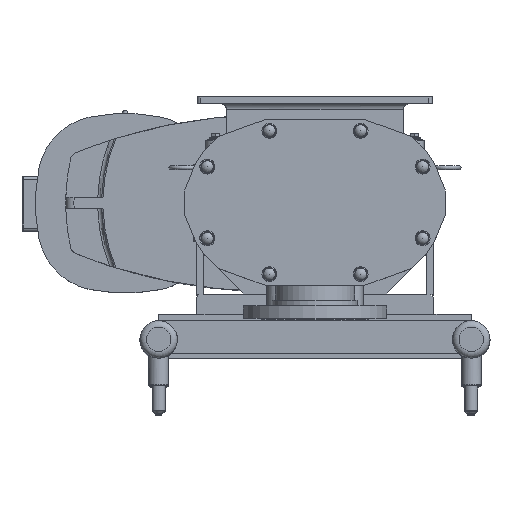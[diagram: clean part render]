
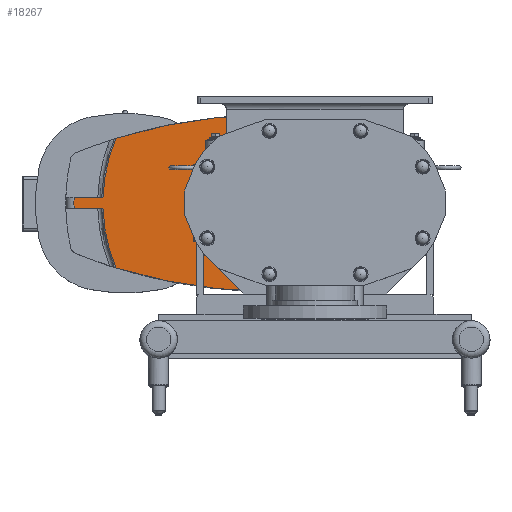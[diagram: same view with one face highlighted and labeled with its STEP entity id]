
A CAD part, top view. The second image highlights one B-rep face of the part: STEP entity #18267.
In plain terms, the highlighted planar face has unit normal (0, 0, 1).
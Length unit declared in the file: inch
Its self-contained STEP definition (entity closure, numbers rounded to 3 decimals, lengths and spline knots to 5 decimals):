
#956=PLANE('',#19939);
#2136=LINE('',#32686,#3529);
#2137=LINE('',#32690,#3530);
#2138=LINE('',#32696,#3531);
#2139=LINE('',#32698,#3532);
#2140=LINE('',#32700,#3533);
#3529=VECTOR('',#24263,0.3937);
#3530=VECTOR('',#24266,0.3937);
#3531=VECTOR('',#24271,0.3937);
#3532=VECTOR('',#24272,0.3937);
#3533=VECTOR('',#24273,0.3937);
#4223=FACE_BOUND('',#6349,.T.);
#5247=FACE_OUTER_BOUND('',#6348,.T.);
#6348=EDGE_LOOP('',(#16145,#16146,#16147,#16148,#16149,#16150,#16151,#16152,
#16153,#16154));
#6349=EDGE_LOOP('',(#16155));
#7267=CIRCLE('',#19940,15.12);
#7268=CIRCLE('',#19941,12.9);
#7269=CIRCLE('',#19942,39.37);
#7270=CIRCLE('',#19943,39.37);
#7271=CIRCLE('',#19944,12.9);
#7272=CIRCLE('',#19945,5.9055);
#8877=VERTEX_POINT('',#32684);
#8878=VERTEX_POINT('',#32685);
#8879=VERTEX_POINT('',#32687);
#8880=VERTEX_POINT('',#32689);
#8881=VERTEX_POINT('',#32691);
#8882=VERTEX_POINT('',#32693);
#8883=VERTEX_POINT('',#32695);
#8884=VERTEX_POINT('',#32697);
#8885=VERTEX_POINT('',#32699);
#8886=VERTEX_POINT('',#32701);
#8887=VERTEX_POINT('',#32704);
#11381=EDGE_CURVE('',#8877,#8878,#2136,.T.);
#11382=EDGE_CURVE('',#8879,#8878,#7267,.T.);
#11383=EDGE_CURVE('',#8879,#8880,#2137,.T.);
#11384=EDGE_CURVE('',#8881,#8880,#7268,.T.);
#11385=EDGE_CURVE('',#8882,#8881,#7269,.T.);
#11386=EDGE_CURVE('',#8883,#8882,#2138,.T.);
#11387=EDGE_CURVE('',#8884,#8883,#2139,.T.);
#11388=EDGE_CURVE('',#8885,#8884,#2140,.T.);
#11389=EDGE_CURVE('',#8886,#8885,#7270,.T.);
#11390=EDGE_CURVE('',#8877,#8886,#7271,.T.);
#11391=EDGE_CURVE('',#8887,#8887,#7272,.T.);
#16145=ORIENTED_EDGE('',*,*,#11381,.T.);
#16146=ORIENTED_EDGE('',*,*,#11382,.F.);
#16147=ORIENTED_EDGE('',*,*,#11383,.T.);
#16148=ORIENTED_EDGE('',*,*,#11384,.F.);
#16149=ORIENTED_EDGE('',*,*,#11385,.F.);
#16150=ORIENTED_EDGE('',*,*,#11386,.F.);
#16151=ORIENTED_EDGE('',*,*,#11387,.F.);
#16152=ORIENTED_EDGE('',*,*,#11388,.F.);
#16153=ORIENTED_EDGE('',*,*,#11389,.F.);
#16154=ORIENTED_EDGE('',*,*,#11390,.F.);
#16155=ORIENTED_EDGE('',*,*,#11391,.T.);
#18267=ADVANCED_FACE('',(#5247,#4223),#956,.T.);
#19939=AXIS2_PLACEMENT_3D('',#32683,#24261,#24262);
#19940=AXIS2_PLACEMENT_3D('',#32688,#24264,#24265);
#19941=AXIS2_PLACEMENT_3D('',#32692,#24267,#24268);
#19942=AXIS2_PLACEMENT_3D('',#32694,#24269,#24270);
#19943=AXIS2_PLACEMENT_3D('',#32702,#24274,#24275);
#19944=AXIS2_PLACEMENT_3D('',#32703,#24276,#24277);
#19945=AXIS2_PLACEMENT_3D('',#32705,#24278,#24279);
#24261=DIRECTION('center_axis',(0.,0.,
1.));
#24262=DIRECTION('ref_axis',(0.,1.,0.));
#24263=DIRECTION('',(-1.,0.,0.));
#24264=DIRECTION('center_axis',(0.,0.,
-1.));
#24265=DIRECTION('ref_axis',(-1.,0.,0.));
#24266=DIRECTION('',(1.,0.,0.));
#24267=DIRECTION('center_axis',(0.,0.,
-1.));
#24268=DIRECTION('ref_axis',(-0.978,-0.209,0.));
#24269=DIRECTION('center_axis',(0.,0.,
-1.));
#24270=DIRECTION('ref_axis',(0.386,0.923,0.));
#24271=DIRECTION('',(-1.,0.,0.));
#24272=DIRECTION('',(0.,-1.,0.));
#24273=DIRECTION('',(1.,0.,0.));
#24274=DIRECTION('center_axis',(0.,0.,
-1.));
#24275=DIRECTION('ref_axis',(0.,-1.,0.));
#24276=DIRECTION('center_axis',(0.,0.,
-1.));
#24277=DIRECTION('ref_axis',(-0.978,0.209,0.));
#24278=DIRECTION('center_axis',(0.,0.,
-1.));
#24279=DIRECTION('ref_axis',(0.,-1.,0.));
#32683=CARTESIAN_POINT('Origin',(-5.92161,0.,
-26.467));
#32684=CARTESIAN_POINT('',(-16.27273,0.433,-26.467));
#32685=CARTESIAN_POINT('',(-18.4938,0.433,-26.467));
#32686=CARTESIAN_POINT('',(-11.1472,0.433,-26.467));
#32687=CARTESIAN_POINT('',(-18.4938,-0.433,-26.467));
#32688=CARTESIAN_POINT('Origin',(-3.38,0.,
-26.467));
#32689=CARTESIAN_POINT('',(-16.27273,-0.433,-26.467));
#32690=CARTESIAN_POINT('',(-12.52283,-0.433,-26.467));
#32691=CARTESIAN_POINT('',(-15.28584,-4.96599,-26.467));
#32692=CARTESIAN_POINT('Origin',(-3.38,0.,
-26.467));
#32693=CARTESIAN_POINT('',(-3.5,-6.7715,-26.467));
#32694=CARTESIAN_POINT('Origin',(-3.5,32.5985,-26.467));
#32695=CARTESIAN_POINT('',(3.075,-6.7715,-26.467));
#32696=CARTESIAN_POINT('',(3.075,-6.7715,-26.467));
#32697=CARTESIAN_POINT('',(3.075,6.7715,-26.467));
#32698=CARTESIAN_POINT('',(3.075,6.7715,-26.467));
#32699=CARTESIAN_POINT('',(-3.5,6.7715,-26.467));
#32700=CARTESIAN_POINT('',(-3.5,6.7715,-26.467));
#32701=CARTESIAN_POINT('',(-15.28584,4.96599,-26.467));
#32702=CARTESIAN_POINT('Origin',(-3.5,-32.5985,-26.467));
#32703=CARTESIAN_POINT('Origin',(-3.38,0.,
-26.467));
#32704=CARTESIAN_POINT('',(-3.5,5.9055,-26.467));
#32705=CARTESIAN_POINT('Origin',(-3.5,0.,
-26.467));
